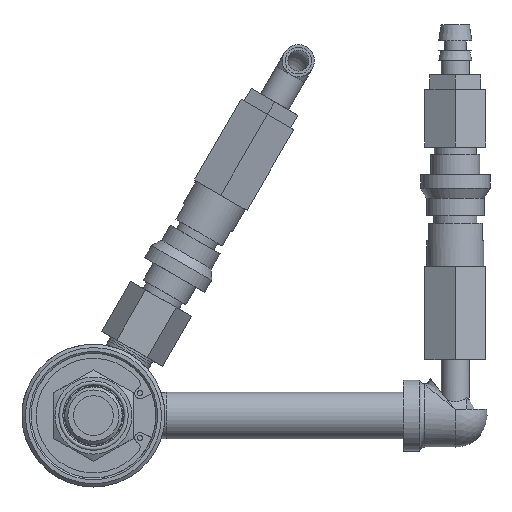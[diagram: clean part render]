
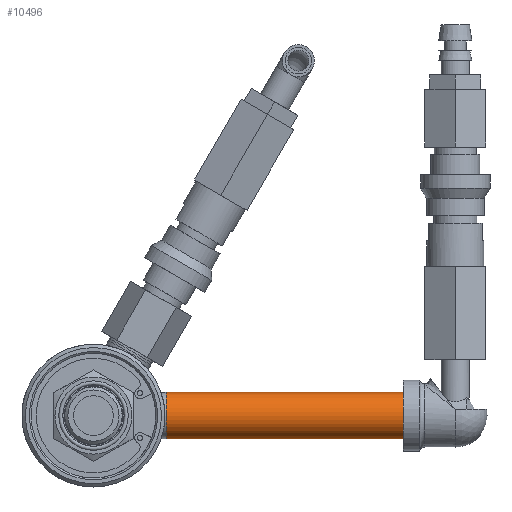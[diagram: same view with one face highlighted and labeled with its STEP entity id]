
A CAD part, left-side view. The second image highlights one B-rep face of the part: STEP entity #10496.
In plain terms, the highlighted cylindrical face has radius 10.287 mm (diameter 20.574 mm), a full revolution.
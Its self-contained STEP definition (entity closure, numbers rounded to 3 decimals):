
#637=CYLINDRICAL_SURFACE('',#11368,10.287);
#937=LINE('',#16306,#1582);
#1582=VECTOR('',#13096,10.287);
#2345=FACE_OUTER_BOUND('',#2979,.T.);
#2979=EDGE_LOOP('',(#7695,#7696,#7697,#7698,#7699,#7700));
#3669=CIRCLE('',#11365,10.287);
#3671=CIRCLE('',#11367,10.287);
#3672=CIRCLE('',#11369,10.287);
#3673=CIRCLE('',#11370,10.287);
#4353=VERTEX_POINT('',#16297);
#4354=VERTEX_POINT('',#16298);
#4356=VERTEX_POINT('',#16305);
#4357=VERTEX_POINT('',#16307);
#5591=EDGE_CURVE('',#4353,#4354,#3669,.T.);
#5594=EDGE_CURVE('',#4354,#4353,#3671,.T.);
#5595=EDGE_CURVE('',#4354,#4356,#937,.T.);
#5596=EDGE_CURVE('',#4356,#4357,#3672,.T.);
#5597=EDGE_CURVE('',#4357,#4356,#3673,.T.);
#7695=ORIENTED_EDGE('',*,*,#5591,.F.);
#7696=ORIENTED_EDGE('',*,*,#5594,.F.);
#7697=ORIENTED_EDGE('',*,*,#5595,.T.);
#7698=ORIENTED_EDGE('',*,*,#5596,.T.);
#7699=ORIENTED_EDGE('',*,*,#5597,.T.);
#7700=ORIENTED_EDGE('',*,*,#5595,.F.);
#10496=ADVANCED_FACE('',(#2345),#637,.T.);
#11365=AXIS2_PLACEMENT_3D('',#16299,#13087,#13088);
#11367=AXIS2_PLACEMENT_3D('',#16303,#13092,#13093);
#11368=AXIS2_PLACEMENT_3D('',#16304,#13094,#13095);
#11369=AXIS2_PLACEMENT_3D('',#16308,#13097,#13098);
#11370=AXIS2_PLACEMENT_3D('',#16309,#13099,#13100);
#13087=DIRECTION('center_axis',(0.,-1.,0.));
#13088=DIRECTION('ref_axis',(-1.,0.,0.));
#13092=DIRECTION('center_axis',(0.,-1.,0.));
#13093=DIRECTION('ref_axis',(-1.,0.,0.));
#13094=DIRECTION('center_axis',(0.,-1.,0.));
#13095=DIRECTION('ref_axis',(-1.,0.,0.));
#13096=DIRECTION('',(0.,1.,0.));
#13097=DIRECTION('center_axis',(0.,-1.,0.));
#13098=DIRECTION('ref_axis',(-1.,0.,0.));
#13099=DIRECTION('center_axis',(0.,-1.,0.));
#13100=DIRECTION('ref_axis',(-1.,0.,0.));
#16297=CARTESIAN_POINT('',(63.113,-136.831,0.));
#16298=CARTESIAN_POINT('',(83.687,-136.831,0.));
#16299=CARTESIAN_POINT('Origin',(73.4,-136.831,0.));
#16303=CARTESIAN_POINT('Origin',(73.4,-136.831,0.));
#16304=CARTESIAN_POINT('Origin',(73.4,-84.444,0.));
#16305=CARTESIAN_POINT('',(83.687,-32.056,0.));
#16306=CARTESIAN_POINT('',(83.687,-84.444,0.));
#16307=CARTESIAN_POINT('',(63.113,-32.056,0.));
#16308=CARTESIAN_POINT('Origin',(73.4,-32.056,0.));
#16309=CARTESIAN_POINT('Origin',(73.4,-32.056,0.));
